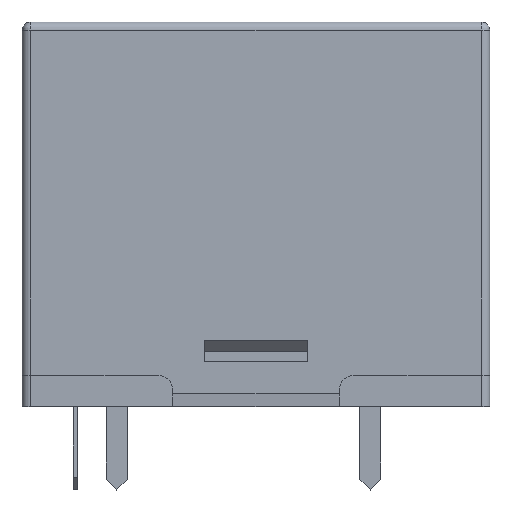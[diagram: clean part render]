
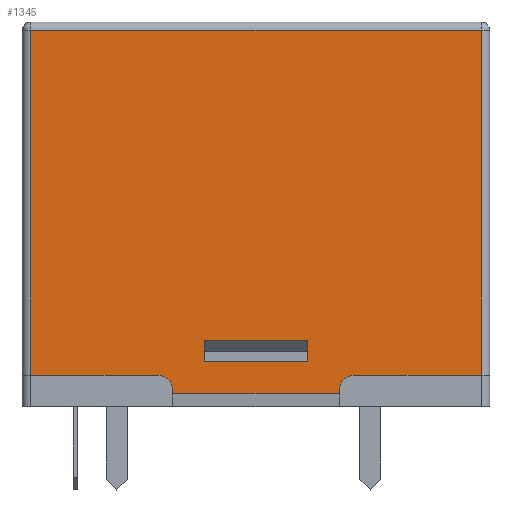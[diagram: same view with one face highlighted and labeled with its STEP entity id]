
A CAD part, top view. The second image highlights one B-rep face of the part: STEP entity #1345.
In plain terms, the highlighted planar face has unit normal (0, 0, 1).
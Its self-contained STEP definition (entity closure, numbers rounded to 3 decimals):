
#1345=ADVANCED_FACE('NONE',(#1346,#1380),#1464,.F.);
#1346=FACE_BOUND('NONE',#1347,.T.);
#1347=EDGE_LOOP('',(#1348,#1358,#1366,#1374));
#1348=ORIENTED_EDGE('',*,*,#1349,.T.);
#1349=EDGE_CURVE('NONE',#1350,#1352,#1354,.F.);
#1350=VERTEX_POINT('NONE',#1351);
#1351=CARTESIAN_POINT('',(8.75,2.15,8.25));
#1352=VERTEX_POINT('NONE',#1353);
#1353=CARTESIAN_POINT('',(8.75,3.15,8.25));
#1354=LINE('',#1355,#1356);
#1355=CARTESIAN_POINT('',(8.75,3.15,8.25));
#1356=VECTOR('',#1357,1.0);
#1357=DIRECTION('',(0.0,-1.0,0.0));
#1358=ORIENTED_EDGE('',*,*,#1359,.T.);
#1359=EDGE_CURVE('NONE',#1352,#1360,#1362,.F.);
#1360=VERTEX_POINT('NONE',#1361);
#1361=CARTESIAN_POINT('',(13.75,3.15,8.25));
#1362=LINE('',#1363,#1364);
#1363=CARTESIAN_POINT('',(13.75,3.15,8.25));
#1364=VECTOR('',#1365,1.0);
#1365=DIRECTION('',(-1.0,0.,0.0));
#1366=ORIENTED_EDGE('',*,*,#1367,.T.);
#1367=EDGE_CURVE('NONE',#1360,#1368,#1370,.F.);
#1368=VERTEX_POINT('NONE',#1369);
#1369=CARTESIAN_POINT('',(13.75,2.15,8.25));
#1370=LINE('',#1371,#1372);
#1371=CARTESIAN_POINT('',(13.75,2.15,8.25));
#1372=VECTOR('',#1373,1.0);
#1373=DIRECTION('',(0.0,1.0,0.0));
#1374=ORIENTED_EDGE('',*,*,#1375,.T.);
#1375=EDGE_CURVE('NONE',#1368,#1350,#1376,.F.);
#1376=LINE('',#1377,#1378);
#1377=CARTESIAN_POINT('',(8.75,2.15,8.25));
#1378=VECTOR('',#1379,1.0);
#1379=DIRECTION('',(1.0,0.,0.0));
#1380=FACE_BOUND('NONE',#1381,.T.);
#1381=EDGE_LOOP('',(#1382,#1392,#1400,#1408,#1417,#1425,#1433,#1441,#1450,#1458));
#1382=ORIENTED_EDGE('',*,*,#1383,.T.);
#1383=EDGE_CURVE('NONE',#1384,#1386,#1388,.T.);
#1384=VERTEX_POINT('NONE',#1385);
#1385=CARTESIAN_POINT('',(22.1,18.1,8.25));
#1386=VERTEX_POINT('NONE',#1387);
#1387=CARTESIAN_POINT('',(0.4,18.1,8.25));
#1388=LINE('',#1389,#1390);
#1389=CARTESIAN_POINT('',(0.0,18.1,8.25));
#1390=VECTOR('',#1391,1.0);
#1391=DIRECTION('',(-1.0,0.0,0.0));
#1392=ORIENTED_EDGE('',*,*,#1393,.T.);
#1393=EDGE_CURVE('NONE',#1386,#1394,#1396,.T.);
#1394=VERTEX_POINT('NONE',#1395);
#1395=CARTESIAN_POINT('',(0.4,1.5,8.25));
#1396=LINE('',#1397,#1398);
#1397=CARTESIAN_POINT('',(0.4,0.0,8.25));
#1398=VECTOR('',#1399,1.0);
#1399=DIRECTION('',(0.0,-1.0,0.0));
#1400=ORIENTED_EDGE('',*,*,#1401,.T.);
#1401=EDGE_CURVE('NONE',#1394,#1402,#1404,.F.);
#1402=VERTEX_POINT('NONE',#1403);
#1403=CARTESIAN_POINT('',(6.5,1.5,8.25));
#1404=LINE('',#1405,#1406);
#1405=CARTESIAN_POINT('',(0.0,1.5,8.25));
#1406=VECTOR('',#1407,1.0);
#1407=DIRECTION('',(-1.0,0.0,0.0));
#1408=ORIENTED_EDGE('',*,*,#1409,.T.);
#1409=EDGE_CURVE('NONE',#1402,#1410,#1412,.F.);
#1410=VERTEX_POINT('NONE',#1411);
#1411=CARTESIAN_POINT('',(7.25,0.75,8.25));
#1412=CIRCLE('',#1413,0.75);
#1413=AXIS2_PLACEMENT_3D('',#1414,#1415,#1416);
#1414=CARTESIAN_POINT('',(6.5,0.75,8.25));
#1415=DIRECTION('',(0.0,0.0,1.0));
#1416=DIRECTION('',(-1.0,0.0,0.0));
#1417=ORIENTED_EDGE('',*,*,#1418,.T.);
#1418=EDGE_CURVE('NONE',#1410,#1419,#1421,.F.);
#1419=VERTEX_POINT('NONE',#1420);
#1420=CARTESIAN_POINT('',(7.25,0.6,8.25));
#1421=LINE('',#1422,#1423);
#1422=CARTESIAN_POINT('',(7.25,0.75,8.25));
#1423=VECTOR('',#1424,1.0);
#1424=DIRECTION('',(0.0,1.0,0.0));
#1425=ORIENTED_EDGE('',*,*,#1426,.T.);
#1426=EDGE_CURVE('NONE',#1419,#1427,#1429,.T.);
#1427=VERTEX_POINT('NONE',#1428);
#1428=CARTESIAN_POINT('',(15.25,0.6,8.25));
#1429=LINE('',#1430,#1431);
#1430=CARTESIAN_POINT('',(0.0,0.6,8.25));
#1431=VECTOR('',#1432,1.0);
#1432=DIRECTION('',(1.0,0.0,0.0));
#1433=ORIENTED_EDGE('',*,*,#1434,.T.);
#1434=EDGE_CURVE('NONE',#1427,#1435,#1437,.F.);
#1435=VERTEX_POINT('NONE',#1436);
#1436=CARTESIAN_POINT('',(15.25,0.75,8.25));
#1437=LINE('',#1438,#1439);
#1438=CARTESIAN_POINT('',(15.25,0.75,8.25));
#1439=VECTOR('',#1440,1.0);
#1440=DIRECTION('',(0.,-1.0,0.0));
#1441=ORIENTED_EDGE('',*,*,#1442,.T.);
#1442=EDGE_CURVE('NONE',#1435,#1443,#1445,.F.);
#1443=VERTEX_POINT('NONE',#1444);
#1444=CARTESIAN_POINT('',(16.0,1.5,8.25));
#1445=CIRCLE('',#1446,0.75);
#1446=AXIS2_PLACEMENT_3D('',#1447,#1448,#1449);
#1447=CARTESIAN_POINT('',(16.0,0.75,8.25));
#1448=DIRECTION('',(0.0,0.0,1.0));
#1449=DIRECTION('',(1.0,0.0,0.0));
#1450=ORIENTED_EDGE('',*,*,#1451,.T.);
#1451=EDGE_CURVE('NONE',#1443,#1452,#1454,.F.);
#1452=VERTEX_POINT('NONE',#1453);
#1453=CARTESIAN_POINT('',(22.1,1.5,8.25));
#1454=LINE('',#1455,#1456);
#1455=CARTESIAN_POINT('',(22.5,1.5,8.25));
#1456=VECTOR('',#1457,1.0);
#1457=DIRECTION('',(-1.0,0.,0.0));
#1458=ORIENTED_EDGE('',*,*,#1459,.T.);
#1459=EDGE_CURVE('NONE',#1452,#1384,#1460,.T.);
#1460=LINE('',#1461,#1462);
#1461=CARTESIAN_POINT('',(22.1,0.0,8.25));
#1462=VECTOR('',#1463,1.0);
#1463=DIRECTION('',(0.0,1.0,0.0));
#1464=PLANE('',#1465);
#1465=AXIS2_PLACEMENT_3D('',#1466,#1467,#1468);
#1466=CARTESIAN_POINT('',(0.0,0.0,8.25));
#1467=DIRECTION('',(0.0,0.0,-1.0));
#1468=DIRECTION('',(-1.0,0.0,0.0));
